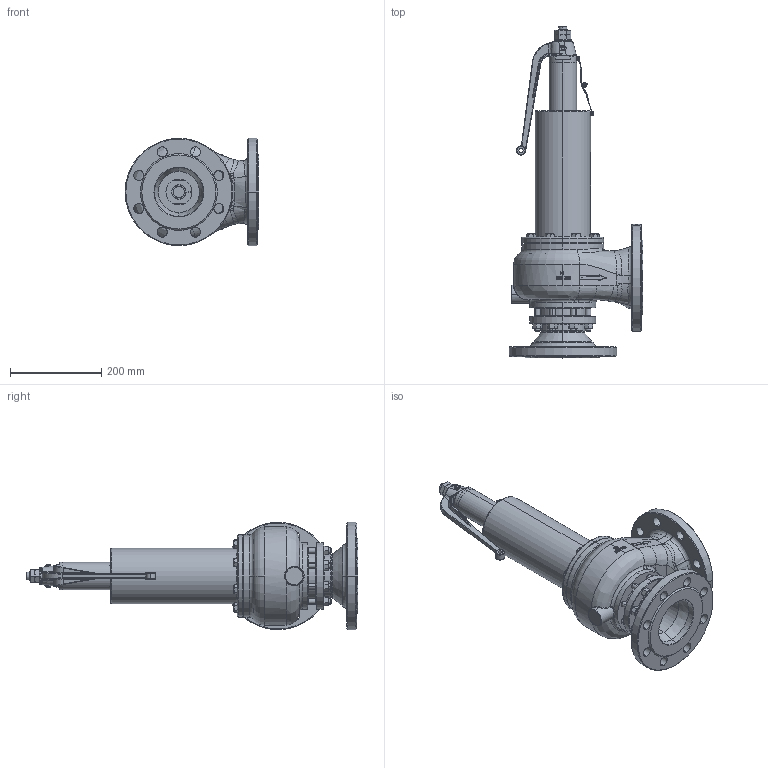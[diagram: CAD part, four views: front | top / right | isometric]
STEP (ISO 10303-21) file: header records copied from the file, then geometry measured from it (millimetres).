
FILE_DESCRIPTION (( 'STEP AP203' ), '1' );
FILE_NAME ('Typ 3 BG IV.STEP', '2017-12-15T09:40:20', ( '' ), ( '' ), 'SwSTEP 2.0', 'SolidWorks 2016', '' );
FILE_SCHEMA (( 'CONFIG_CONTROL_DESIGN' ));
Products named in the file (1): Typ 3 BG IV
Bounding box: 292.5 x 726.49 x 235 mm (x, y, z)
Volume: 3746719.7 mm3; surface area: 940041.9 mm2
Topology: 44 solids, 44 shells, 2148 faces, 5235 edges, 3145 vertices
Faces by surface type: cylinder 652, cone 475, plane 443, bspline 324, torus 246, sphere 8
Entity records: 89574 total; most frequent: CARTESIAN_POINT 42324, ORIENTED_EDGE 10326, DIRECTION 9373, EDGE_CURVE 5163, AXIS2_PLACEMENT_3D 3940, VERTEX_POINT 3141, EDGE_LOOP 2324, FACE_OUTER_BOUND 2144
